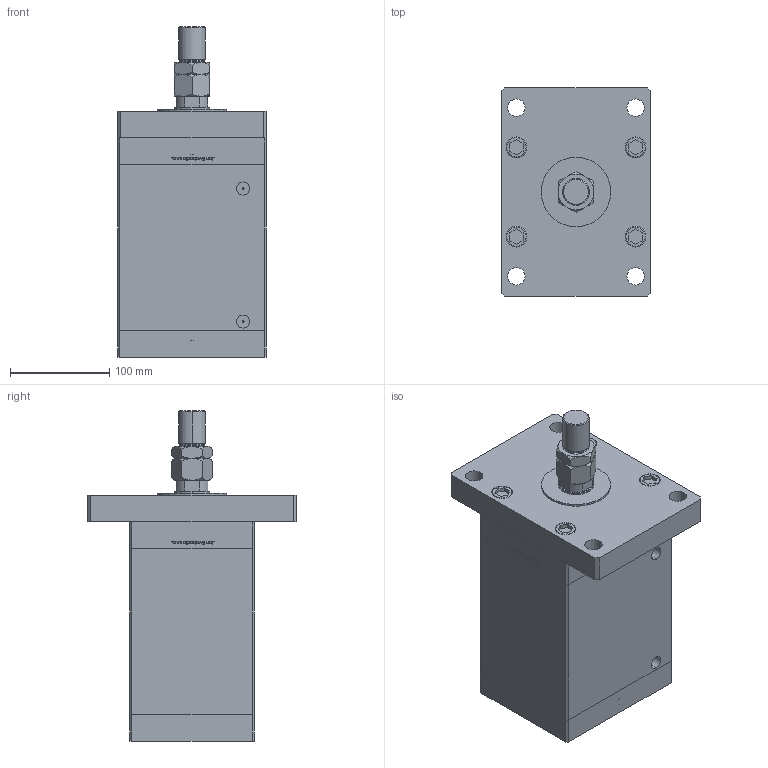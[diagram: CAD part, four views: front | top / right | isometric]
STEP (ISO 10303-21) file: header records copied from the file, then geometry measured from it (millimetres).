
FILE_DESCRIPTION (( 'STEP AP203' ), '1' );
FILE_NAME ('e0f1.STEP', '2024-01-08T22:58:48', ( '' ), ( '' ), 'SwSTEP 2.0', 'SolidWorks 2019', '' );
FILE_SCHEMA (( 'CONFIG_CONTROL_DESIGN' ));
Length unit declared in the file: millimetre
Products named in the file (8): MTA b60ec76430612ff86facc2933f2f4496; e0f1; V220C_VC_F b60ec76430612ff86facc2933f2f4496; ALLEN BOLT b60ec76430612ff86facc2933f2f4496; V220C_F b60ec76430612ff86facc2933f2f4496; V220C BACK_F b60ec76430612ff86facc2933f2f4496; V220C_FRONT_F b60ec76430612ff86facc2933f2f4496; V220C_F_MIDDLE b60ec76430612ff86facc2933f2f4496
Assembly tree (20 placements, depth 2):
  e0f1
    V220C BACK_F b60ec76430612ff86facc2933f2f4496
    V220C_F_MIDDLE b60ec76430612ff86facc2933f2f4496
    V220C_FRONT_F b60ec76430612ff86facc2933f2f4496
    V220C_F b60ec76430612ff86facc2933f2f4496
    ALLEN BOLT b60ec76430612ff86facc2933f2f4496  x14
    V220C_VC_F b60ec76430612ff86facc2933f2f4496
    MTA b60ec76430612ff86facc2933f2f4496
Bounding box: 150 x 210 x 333 mm (x, y, z)
Volume: 4421433.3 mm3; surface area: 481543.5 mm2
Topology: 20 solids, 20 shells, 1359 faces, 3337 edges, 2169 vertices
Faces by surface type: plane 532, bspline 484, cylinder 191, cone 90, torus 62
Entity records: 55203 total; most frequent: CARTESIAN_POINT 30994, ORIENTED_EDGE 5474, DIRECTION 3263, EDGE_CURVE 2737, VERTEX_POINT 1805, VECTOR 1387, LINE 1387, EDGE_LOOP 1258
